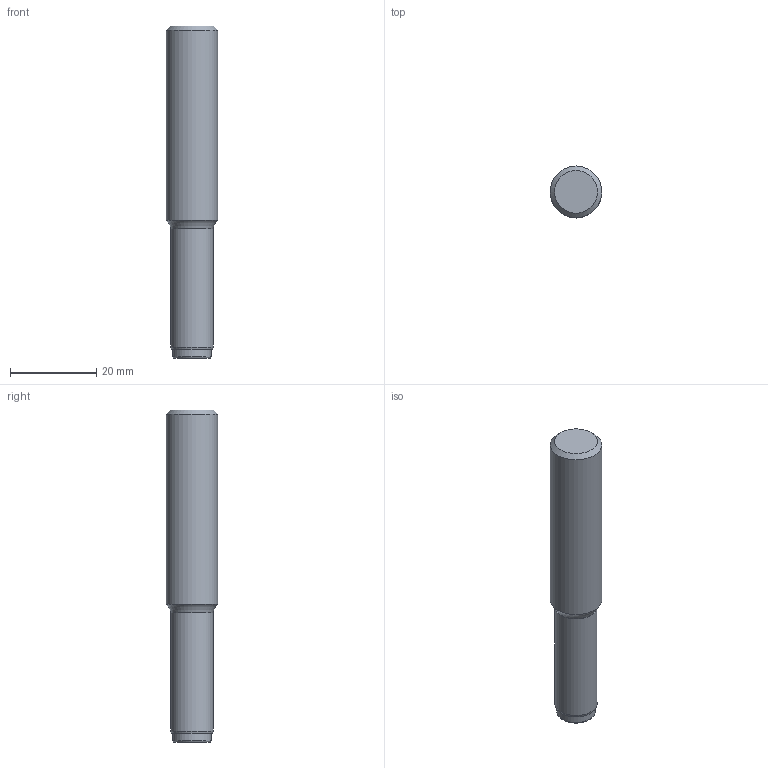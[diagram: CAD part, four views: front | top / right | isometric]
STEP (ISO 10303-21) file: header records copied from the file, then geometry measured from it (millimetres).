
FILE_DESCRIPTION(/* description */ (''),/* implementation_level */ '2;1');
FILE_NAME(/* name */ 'PMX06-03700-12N1.stp',/* time_stamp */ '2018-03-16T14:54:19+05:00',/* author */ (''),/* organization */ (''),/* preprocessor_version */ 'ST-DEVELOPER v16',/* originating_system */ 'SIEMENS PLM Software NX 11.0',/* authorisation */ '');
FILE_SCHEMA (('AUTOMOTIVE_DESIGN { 1 0 10303 214 3 1 1 1 }'));
Length unit declared in the file: millimetre
Products named in the file (1): inpu15CC245Dgb1g
Bounding box: 12 x 12 x 77 mm (x, y, z)
Volume: 7174.2 mm3; surface area: 3284.7 mm2
Topology: 2 solids, 2 shells, 15 faces, 22 edges, 14 vertices
Faces by surface type: plane 7, cylinder 4, cone 3, torus 1
Full cylindrical faces by diameter (mm): 6 x1, 9 x1, 9.8 x1, 12 x1
Entity records: 349 total; most frequent: DIRECTION 64, CARTESIAN_POINT 45, AXIS2_PLACEMENT_3D 32, EDGE_LOOP 26, ORIENTED_EDGE 26, FACE_BOUND 22, ADVANCED_FACE 15, VERTEX_POINT 13
